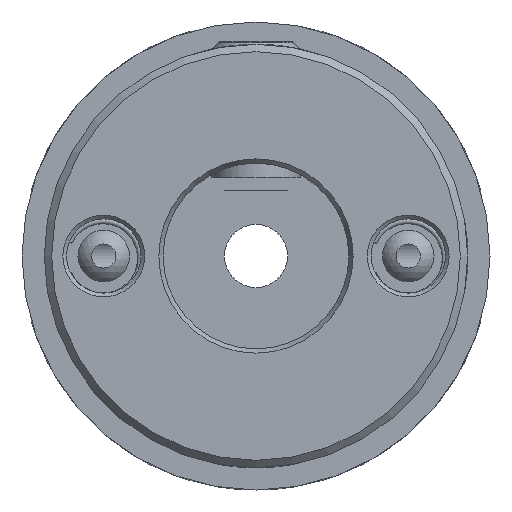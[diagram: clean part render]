
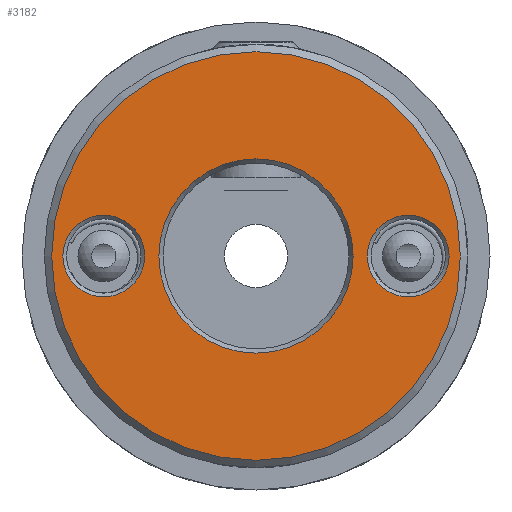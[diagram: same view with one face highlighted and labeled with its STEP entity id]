
A CAD part, left-side view. The second image highlights one B-rep face of the part: STEP entity #3182.
In plain terms, the highlighted planar face has unit normal (-1, 0, 0).
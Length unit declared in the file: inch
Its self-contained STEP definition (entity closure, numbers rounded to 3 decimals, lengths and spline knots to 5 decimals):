
#52=FACE_BOUND('',#466,.T.);
#53=FACE_BOUND('',#467,.T.);
#54=FACE_BOUND('',#468,.T.);
#136=PLANE('',#3448);
#285=FACE_OUTER_BOUND('',#465,.T.);
#465=EDGE_LOOP('',(#2315));
#466=EDGE_LOOP('',(#2316));
#467=EDGE_LOOP('',(#2317));
#468=EDGE_LOOP('',(#2318));
#671=CIRCLE('',#3445,0.21654);
#674=CIRCLE('',#3449,1.08268);
#675=CIRCLE('',#3450,0.21654);
#676=CIRCLE('',#3451,0.51486);
#1323=VERTEX_POINT('',#5458);
#1326=VERTEX_POINT('',#5466);
#1327=VERTEX_POINT('',#5468);
#1328=VERTEX_POINT('',#5470);
#1696=EDGE_CURVE('',#1323,#1323,#671,.T.);
#1700=EDGE_CURVE('',#1326,#1326,#674,.T.);
#1701=EDGE_CURVE('',#1327,#1327,#675,.T.);
#1702=EDGE_CURVE('',#1328,#1328,#676,.T.);
#2315=ORIENTED_EDGE('',*,*,#1700,.F.);
#2316=ORIENTED_EDGE('',*,*,#1701,.F.);
#2317=ORIENTED_EDGE('',*,*,#1702,.F.);
#2318=ORIENTED_EDGE('',*,*,#1696,.F.);
#3182=ADVANCED_FACE('',(#285,#52,#53,#54),#136,.T.);
#3445=AXIS2_PLACEMENT_3D('',#5459,#4004,#4005);
#3448=AXIS2_PLACEMENT_3D('',#5465,#4011,#4012);
#3449=AXIS2_PLACEMENT_3D('',#5467,#4013,#4014);
#3450=AXIS2_PLACEMENT_3D('',#5469,#4015,#4016);
#3451=AXIS2_PLACEMENT_3D('',#5471,#4017,#4018);
#4004=DIRECTION('center_axis',(-1.,0.,0.));
#4005=DIRECTION('ref_axis',(0.,0.,-1.));
#4011=DIRECTION('center_axis',(-1.,0.,0.));
#4012=DIRECTION('ref_axis',(0.,0.,1.));
#4013=DIRECTION('center_axis',(1.,0.,0.));
#4014=DIRECTION('ref_axis',(0.,-1.,0.));
#4015=DIRECTION('center_axis',(-1.,0.,0.));
#4016=DIRECTION('ref_axis',(0.,0.,-1.));
#4017=DIRECTION('center_axis',(-1.,0.,0.));
#4018=DIRECTION('ref_axis',(0.,0.,-1.));
#5458=CARTESIAN_POINT('',(-3.34646,-0.80709,0.21654));
#5459=CARTESIAN_POINT('Origin',(-3.34646,-0.80709,0.));
#5465=CARTESIAN_POINT('Origin',(-3.34646,0.56102,0.));
#5466=CARTESIAN_POINT('',(-3.34646,1.08268,0.));
#5467=CARTESIAN_POINT('Origin',(-3.34646,0.,0.));
#5468=CARTESIAN_POINT('',(-3.34646,0.80709,0.21654));
#5469=CARTESIAN_POINT('Origin',(-3.34646,0.80709,0.));
#5470=CARTESIAN_POINT('',(-3.34646,0.,0.51486));
#5471=CARTESIAN_POINT('Origin',(-3.34646,0.,0.));
